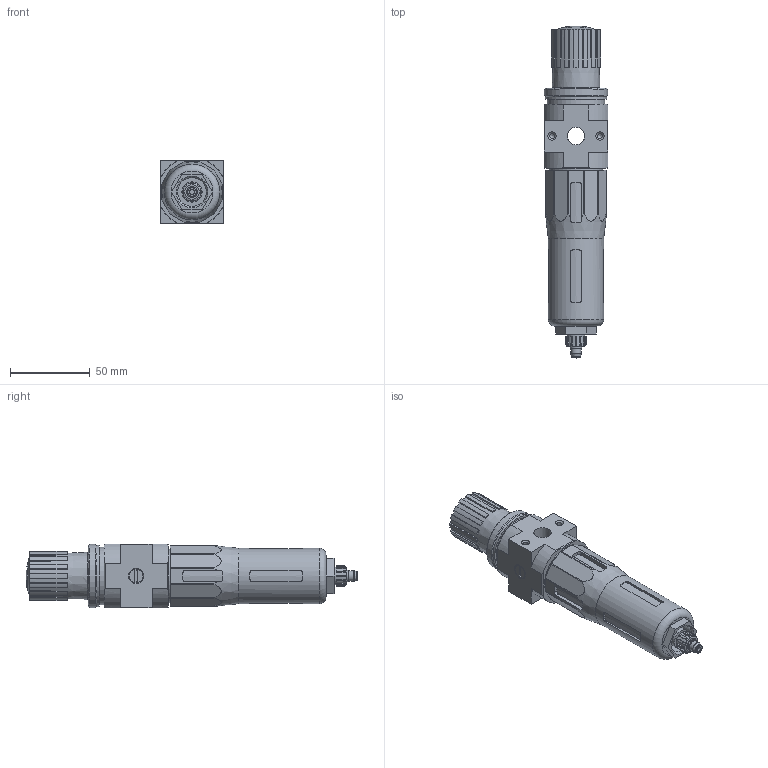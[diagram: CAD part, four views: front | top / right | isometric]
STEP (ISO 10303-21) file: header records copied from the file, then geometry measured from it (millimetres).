
FILE_DESCRIPTION(/* description */ ('STEP AP214'),/* implementation_level */ '2;1');
FILE_NAME(/* name */ '546454_LFR-D-5M-MINI',/* time_stamp */ '2024-09-04T16:53:50+02:00',/* author */ ('License CC BY-ND 4.0'),/* organization */ ('CADENAS'),/* preprocessor_version */ 'ST-DEVELOPER v19.3',/* originating_system */ 'PARTsolutions',/* authorisation */ ' ');
FILE_SCHEMA (('AUTOMOTIVE_DESIGN {1 0 10303 214 3 1 1}'));
Length unit declared in the file: millimetre
Products named in the file (5): 546454 LFR-D-5M-MINI---(0); 127303 LFR-D-5M-MINI--(0); 398011 LRVS-D-MINI; 373845 LR-MINI; 648415 LF
Assembly tree (4 placements, depth 2):
  546454 LFR-D-5M-MINI---(0)
    127303 LFR-D-5M-MINI--(0)
    398011 LRVS-D-MINI
    373845 LR-MINI
    648415 LF
Bounding box: 40 x 208 x 40 mm (x, y, z)
Volume: 190393.4 mm3; surface area: 34826.9 mm2
Topology: 4 solids, 4 shells, 375 faces, 996 edges, 655 vertices
Faces by surface type: plane 216, cylinder 115, cone 31, torus 8, sphere 5
Full cylindrical faces by diameter (mm): 3 x1, 3.242 x4, 4.3 x1, 5.6 x1, 6.4 x1, 6.8 x1, 6.9 x1, 7.1 x1, 8.2 x1, 8.566 x2, 9 x1, 9.728 x1, 11 x1, 11.2 x1, 12.2 x1, 12.6 x1, 15.8 x1, 18 x1, 24.9 x1, 26.9 x1, 33.9 x1, 34.376 x1, 34.7 x1, 36 x2, 38.5 x1, 39.8 x1
Entity records: 13676 total; most frequent: CARTESIAN_POINT 2548, DIRECTION 1876, ORIENTED_EDGE 1828, EDGE_CURVE 914, AXIS2_PLACEMENT_3D 736, VERTEX_POINT 642, FACE_BOUND 480, EDGE_LOOP 476
